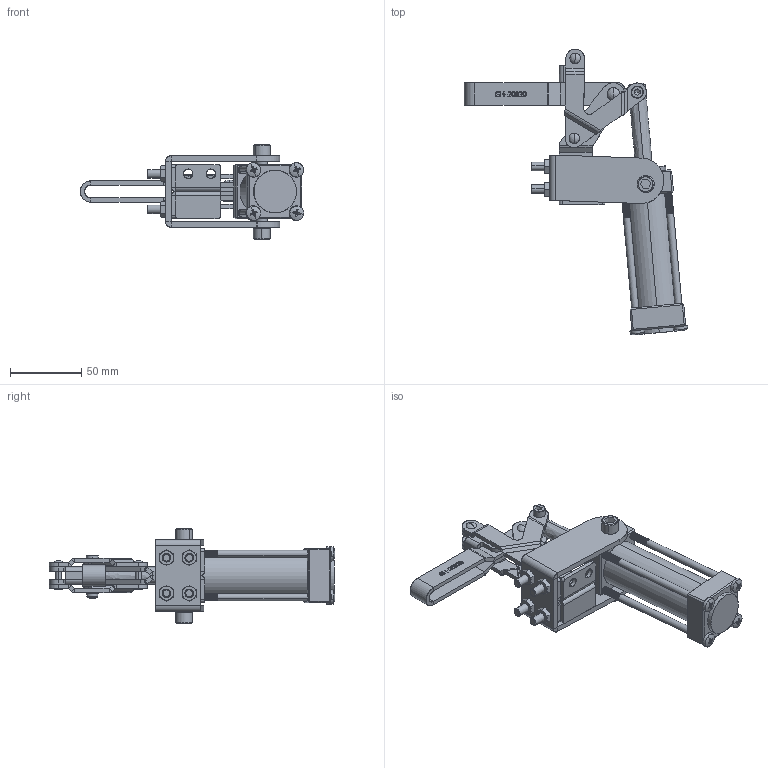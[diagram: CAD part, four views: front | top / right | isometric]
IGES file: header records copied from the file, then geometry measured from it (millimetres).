
Start section: SolidWorks IGES file using analytic representation for surfaces
Global section: file name: 7HGH-20820-A(簡化)-1.IGS; native system: SolidWorks 2016; preprocessor: SolidWorks 2016; author: D2; date: 220317.111212; units: millimetre
Bounding box: 157.29 x 201.11 x 67.03 mm (x, y, z)
Surface area: 94664.6 mm2 (no closed solid volume)
Topology: 0 solids, 0 shells, 1539 faces, 16132 edges, 16120 vertices
Faces by surface type: revolution 898, bspline 641
